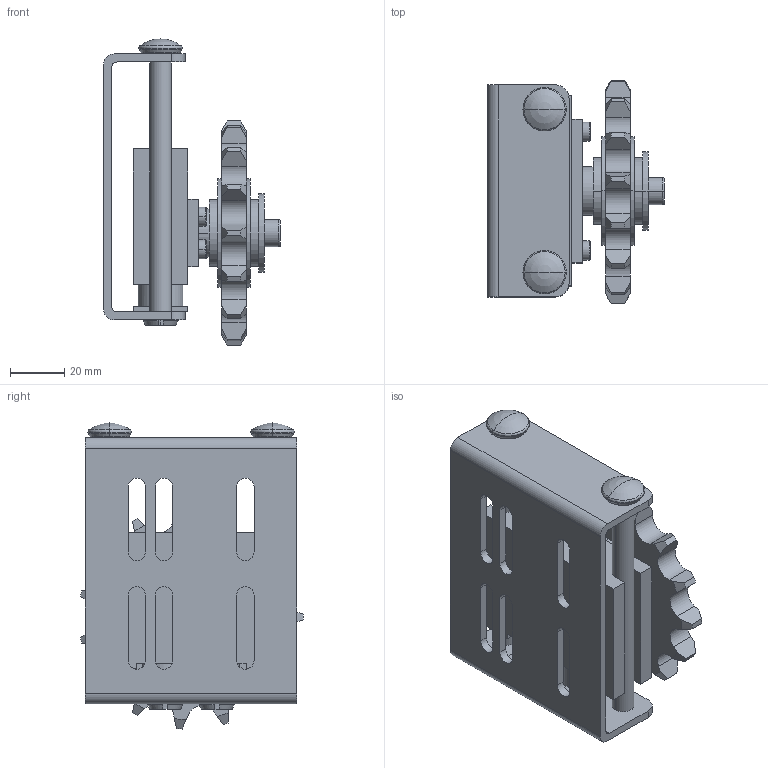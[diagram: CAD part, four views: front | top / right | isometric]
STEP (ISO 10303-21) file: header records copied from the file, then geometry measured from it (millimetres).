
FILE_DESCRIPTION(('STEP AP214'),'1');
FILE_NAME('cctmp_FF7061AE-AFC3-4509-AB56-CD81E45DED3C_2023_7_12_8_58_31_307..stp','2023-07-12T06:58:31',('Murtfeldt Kunststoffe GmbH & Co.KG'),('CADClick - www.CADClick.com'),'Spatial InterOp 3D',' ','unknown authorization');
FILE_SCHEMA(('AUTOMOTIVE_DESIGN'));
Length unit declared in the file: millimetre
Products named in the file (1): 1
Bounding box: 65.15 x 82.1 x 112.77 mm (x, y, z)
Volume: 157006.1 mm3; surface area: 69162.7 mm2
Topology: 2 solids, 17 shells, 549 faces, 1384 edges, 892 vertices
Faces by surface type: plane 259, cylinder 174, cone 76, torus 36, sphere 4
Entity records: 20782 total; most frequent: CARTESIAN_POINT 2959, DIRECTION 2900, ORIENTED_EDGE 2728, EDGE_CURVE 1364, AXIS2_PLACEMENT_3D 1061, VERTEX_POINT 892, LINE 778, VECTOR 778
